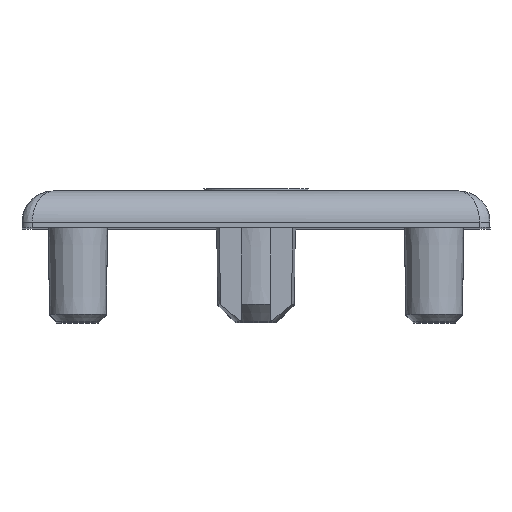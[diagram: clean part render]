
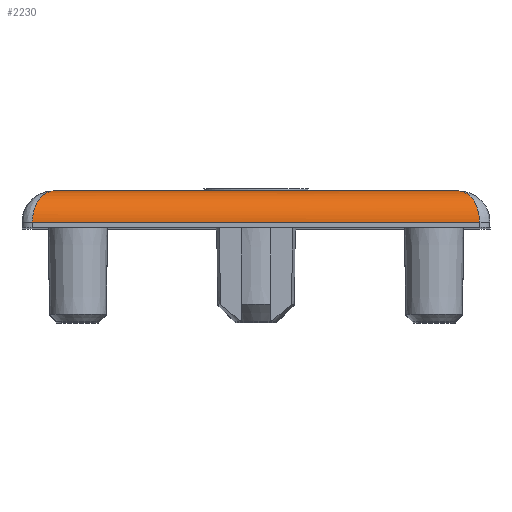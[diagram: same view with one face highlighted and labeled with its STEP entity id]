
A CAD part, top view. The second image highlights one B-rep face of the part: STEP entity #2230.
In plain terms, the highlighted cylindrical face has radius 3 mm (diameter 6 mm), a partial arc.
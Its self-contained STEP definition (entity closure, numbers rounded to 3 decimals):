
#597=DIRECTION('',(-1.,0.,0.));
#598=VECTOR('',#597,38.8);
#599=CARTESIAN_POINT('',(19.4,3.5,41.9));
#600=LINE('',#599,#598);
#717=CARTESIAN_POINT('',(21.4,0.5,44.9));
#718=CARTESIAN_POINT('',(21.4,0.698,44.9));
#719=CARTESIAN_POINT('',(21.374,1.1,44.861));
#720=CARTESIAN_POINT('',(21.251,1.693,44.677));
#721=CARTESIAN_POINT('',(21.042,2.254,44.364));
#722=CARTESIAN_POINT('',(20.742,2.76,43.913));
#723=CARTESIAN_POINT('',(20.357,3.168,43.335));
#724=CARTESIAN_POINT('',(19.89,3.44,42.636));
#725=CARTESIAN_POINT('',(19.566,3.5,42.148));
#726=CARTESIAN_POINT('',(19.4,3.5,41.9));
#879=DIRECTION('',(-1.,0.,0.));
#880=VECTOR('',#879,42.8);
#881=CARTESIAN_POINT('',(21.4,0.5,44.9));
#882=LINE('',#881,#880);
#933=CARTESIAN_POINT('',(-19.4,3.5,41.9));
#934=CARTESIAN_POINT('',(-19.566,3.5,42.148));
#935=CARTESIAN_POINT('',(-19.89,3.44,42.636));
#936=CARTESIAN_POINT('',(-20.357,3.168,43.335));
#937=CARTESIAN_POINT('',(-20.742,2.76,43.913));
#938=CARTESIAN_POINT('',(-21.042,2.254,44.364));
#939=CARTESIAN_POINT('',(-21.251,1.693,44.677));
#940=CARTESIAN_POINT('',(-21.374,1.1,44.861));
#941=CARTESIAN_POINT('',(-21.4,0.698,44.9));
#942=CARTESIAN_POINT('',(-21.4,0.5,44.9));
#1901=CARTESIAN_POINT('',(19.4,3.5,41.9));
#1902=CARTESIAN_POINT('',(-19.4,3.5,41.9));
#1903=VERTEX_POINT('',#1901);
#1904=VERTEX_POINT('',#1902);
#1915=VERTEX_POINT('',#717);
#1916=VERTEX_POINT('',#942);
#2216=CARTESIAN_POINT('',(22.676,0.5,41.9));
#2217=DIRECTION('',(-1.,0.,0.));
#2218=DIRECTION('',(0.,0.,1.));
#2219=AXIS2_PLACEMENT_3D('',#2216,#2217,#2218);
#2220=CYLINDRICAL_SURFACE('',#2219,3.);
#2221=ORIENTED_EDGE('',*,*,#2172,.F.);
#2223=ORIENTED_EDGE('',*,*,#2222,.F.);
#2225=ORIENTED_EDGE('',*,*,#2224,.T.);
#2227=ORIENTED_EDGE('',*,*,#2226,.F.);
#2228=EDGE_LOOP('',(#2221,#2223,#2225,#2227));
#2229=FACE_OUTER_BOUND('',#2228,.F.);
#727=B_SPLINE_CURVE_WITH_KNOTS('',3,(#717,#718,#719,#720,#721,#722,#723,#724,
#725,#726),.UNSPECIFIED.,.F.,.F.,(4,1,1,1,1,1,1,4),(0.,0.143,
0.286,0.429,0.571,0.714,
0.857,1.),.UNSPECIFIED.);
#943=B_SPLINE_CURVE_WITH_KNOTS('',3,(#933,#934,#935,#936,#937,#938,#939,#940,
#941,#942),.UNSPECIFIED.,.F.,.F.,(4,1,1,1,1,1,1,4),(0.,0.143,
0.286,0.429,0.571,0.714,
0.857,1.),.UNSPECIFIED.);
#2172=EDGE_CURVE('',#1903,#1904,#600,.T.);
#2222=EDGE_CURVE('',#1915,#1903,#727,.T.);
#2224=EDGE_CURVE('',#1915,#1916,#882,.T.);
#2226=EDGE_CURVE('',#1904,#1916,#943,.T.);
#2230=ADVANCED_FACE('',(#2229),#2220,.T.);
